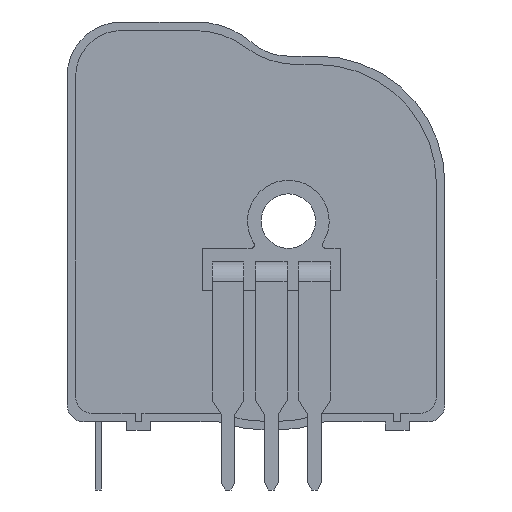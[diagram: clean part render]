
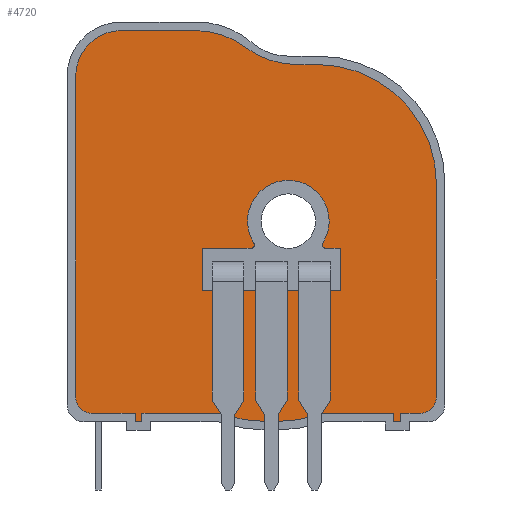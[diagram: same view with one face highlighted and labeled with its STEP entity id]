
A CAD part, left-side view. The second image highlights one B-rep face of the part: STEP entity #4720.
In plain terms, the highlighted planar face has unit normal (-1, 0, 0).
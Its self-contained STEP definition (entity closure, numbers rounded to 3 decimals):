
#4387 = VERTEX_POINT('',#4388);
#4388 = CARTESIAN_POINT('',(-10.55,-11.24,1.));
#4394 = EDGE_CURVE('',#4395,#4387,#4397,.T.);
#4395 = VERTEX_POINT('',#4396);
#4396 = CARTESIAN_POINT('',(-10.55,-10.74,1.));
#4397 = LINE('',#4398,#4399);
#4398 = CARTESIAN_POINT('',(-10.55,-11.49,1.));
#4399 = VECTOR('',#4400,1.);
#4400 = DIRECTION('',(0.,-1.,0.));
#4416 = EDGE_CURVE('',#4417,#4419,#4421,.T.);
#4417 = VERTEX_POINT('',#4418);
#4418 = CARTESIAN_POINT('',(-10.55,-12.24,14.5));
#4419 = VERTEX_POINT('',#4420);
#4420 = CARTESIAN_POINT('',(-10.55,-12.24,2.));
#4421 = LINE('',#4422,#4423);
#4422 = CARTESIAN_POINT('',(-10.55,-12.24,7.75));
#4423 = VECTOR('',#4424,1.);
#4424 = DIRECTION('',(0.,0.,-1.));
#4465 = EDGE_CURVE('',#4395,#4466,#4468,.T.);
#4466 = VERTEX_POINT('',#4467);
#4467 = CARTESIAN_POINT('',(-10.55,-10.74,0.5));
#4468 = LINE('',#4469,#4470);
#4469 = CARTESIAN_POINT('',(-10.55,-10.74,0.75));
#4470 = VECTOR('',#4471,1.);
#4471 = DIRECTION('',(0.,0.,-1.));
#4487 = EDGE_CURVE('',#4488,#4490,#4492,.T.);
#4488 = VERTEX_POINT('',#4489);
#4489 = CARTESIAN_POINT('',(-10.55,6.26,23.5));
#4490 = VERTEX_POINT('',#4491);
#4491 = CARTESIAN_POINT('',(-10.55,1.96,23.5));
#4492 = LINE('',#4493,#4494);
#4493 = CARTESIAN_POINT('',(-10.55,3.11,23.5));
#4494 = VECTOR('',#4495,1.);
#4495 = DIRECTION('',(0.,-1.,0.));
#4537 = VERTEX_POINT('',#4538);
#4538 = CARTESIAN_POINT('',(-10.55,8.96,20.8));
#4544 = EDGE_CURVE('',#4488,#4537,#4545,.T.);
#4545 = CIRCLE('',#4546,2.7);
#4546 = AXIS2_PLACEMENT_3D('',#4547,#4548,#4549);
#4547 = CARTESIAN_POINT('',(-10.55,6.26,20.8));
#4548 = DIRECTION('',(-1.,0.,0.));
#4549 = DIRECTION('',(0.,0.,-1.));
#4561 = VERTEX_POINT('',#4562);
#4562 = CARTESIAN_POINT('',(-10.55,-4.04,21.5));
#4570 = EDGE_CURVE('',#4571,#4561,#4573,.T.);
#4571 = VERTEX_POINT('',#4572);
#4572 = CARTESIAN_POINT('',(-10.55,-1.04,22.5));
#4573 = CIRCLE('',#4574,5.);
#4574 = AXIS2_PLACEMENT_3D('',#4575,#4576,#4577);
#4575 = CARTESIAN_POINT('',(-10.55,-4.04,26.5));
#4576 = DIRECTION('',(-1.,0.,0.));
#4577 = DIRECTION('',(0.,0.,-1.));
#4602 = EDGE_CURVE('',#4571,#4490,#4603,.T.);
#4603 = CIRCLE('',#4604,5.);
#4604 = AXIS2_PLACEMENT_3D('',#4605,#4606,#4607);
#4605 = CARTESIAN_POINT('',(-10.55,1.96,18.5));
#4606 = DIRECTION('',(-1.,0.,0.));
#4607 = DIRECTION('',(0.,0.,-1.));
#4626 = EDGE_CURVE('',#4627,#4629,#4631,.T.);
#4627 = VERTEX_POINT('',#4628);
#4628 = CARTESIAN_POINT('',(-10.55,8.96,2.));
#4629 = VERTEX_POINT('',#4630);
#4630 = CARTESIAN_POINT('',(-10.55,7.96,1.));
#4631 = CIRCLE('',#4632,1.);
#4632 = AXIS2_PLACEMENT_3D('',#4633,#4634,#4635);
#4633 = CARTESIAN_POINT('',(-10.55,7.96,2.));
#4634 = DIRECTION('',(-1.,0.,0.));
#4635 = DIRECTION('',(0.,0.,-1.));
#4668 = EDGE_CURVE('',#4387,#4419,#4669,.T.);
#4669 = CIRCLE('',#4670,1.);
#4670 = AXIS2_PLACEMENT_3D('',#4671,#4672,#4673);
#4671 = CARTESIAN_POINT('',(-10.55,-11.24,2.));
#4672 = DIRECTION('',(-1.,0.,0.));
#4673 = DIRECTION('',(0.,0.,-1.));
#4702 = VERTEX_POINT('',#4703);
#4703 = CARTESIAN_POINT('',(-10.55,-3.54,10.6));
#4708 = EDGE_CURVE('',#4702,#4702,#4709,.T.);
#4709 = CIRCLE('',#4710,1.7);
#4710 = AXIS2_PLACEMENT_3D('',#4711,#4712,#4713);
#4711 = CARTESIAN_POINT('',(-10.55,-3.54,12.3));
#4712 = DIRECTION('',(-1.,0.,0.));
#4713 = DIRECTION('',(0.,0.,-1.));
#4720 = ADVANCED_FACE('',(#4721,#4724),#4827,.T.);
#4721 = FACE_BOUND('',#4722,.T.);
#4722 = EDGE_LOOP('',(#4723));
#4723 = ORIENTED_EDGE('',*,*,#4708,.F.);
#4724 = FACE_BOUND('',#4725,.T.);
#4725 = EDGE_LOOP('',(#4726,#4732,#4733,#4741,#4749,#4757,#4765,#4773,
    #4782,#4790,#4798,#4804,#4805,#4806,#4807,#4808,#4817,#4823,#4824,
    #4825,#4826));
#4726 = ORIENTED_EDGE('',*,*,#4727,.T.);
#4727 = EDGE_CURVE('',#4537,#4627,#4728,.T.);
#4728 = LINE('',#4729,#4730);
#4729 = CARTESIAN_POINT('',(-10.55,8.96,10.9));
#4730 = VECTOR('',#4731,1.);
#4731 = DIRECTION('',(0.,0.,-1.));
#4732 = ORIENTED_EDGE('',*,*,#4626,.T.);
#4733 = ORIENTED_EDGE('',*,*,#4734,.T.);
#4734 = EDGE_CURVE('',#4629,#4735,#4737,.T.);
#4735 = VERTEX_POINT('',#4736);
#4736 = CARTESIAN_POINT('',(-10.55,5.46,1.));
#4737 = LINE('',#4738,#4739);
#4738 = CARTESIAN_POINT('',(-10.55,7.21,1.));
#4739 = VECTOR('',#4740,1.);
#4740 = DIRECTION('',(0.,-1.,0.));
#4741 = ORIENTED_EDGE('',*,*,#4742,.T.);
#4742 = EDGE_CURVE('',#4735,#4743,#4745,.T.);
#4743 = VERTEX_POINT('',#4744);
#4744 = CARTESIAN_POINT('',(-10.55,5.46,0.5));
#4745 = LINE('',#4746,#4747);
#4746 = CARTESIAN_POINT('',(-10.55,5.46,0.75));
#4747 = VECTOR('',#4748,1.);
#4748 = DIRECTION('',(0.,0.,-1.));
#4749 = ORIENTED_EDGE('',*,*,#4750,.T.);
#4750 = EDGE_CURVE('',#4743,#4751,#4753,.T.);
#4751 = VERTEX_POINT('',#4752);
#4752 = CARTESIAN_POINT('',(-10.55,4.46,0.5));
#4753 = LINE('',#4754,#4755);
#4754 = CARTESIAN_POINT('',(-10.55,4.96,0.5));
#4755 = VECTOR('',#4756,1.);
#4756 = DIRECTION('',(0.,-1.,0.));
#4757 = ORIENTED_EDGE('',*,*,#4758,.T.);
#4758 = EDGE_CURVE('',#4751,#4759,#4761,.T.);
#4759 = VERTEX_POINT('',#4760);
#4760 = CARTESIAN_POINT('',(-10.55,4.46,1.));
#4761 = LINE('',#4762,#4763);
#4762 = CARTESIAN_POINT('',(-10.55,4.46,0.75));
#4763 = VECTOR('',#4764,1.);
#4764 = DIRECTION('',(0.,0.,1.));
#4765 = ORIENTED_EDGE('',*,*,#4766,.T.);
#4766 = EDGE_CURVE('',#4759,#4767,#4769,.T.);
#4767 = VERTEX_POINT('',#4768);
#4768 = CARTESIAN_POINT('',(-10.55,0.501,1.));
#4769 = LINE('',#4770,#4771);
#4770 = CARTESIAN_POINT('',(-10.55,2.481,1.));
#4771 = VECTOR('',#4772,1.);
#4772 = DIRECTION('',(0.,-1.,0.));
#4773 = ORIENTED_EDGE('',*,*,#4774,.T.);
#4774 = EDGE_CURVE('',#4767,#4775,#4777,.T.);
#4775 = VERTEX_POINT('',#4776);
#4776 = CARTESIAN_POINT('',(-10.55,-5.581,1.));
#4777 = CIRCLE('',#4778,9.5);
#4778 = AXIS2_PLACEMENT_3D('',#4779,#4780,#4781);
#4779 = CARTESIAN_POINT('',(-10.55,-2.54,10.));
#4780 = DIRECTION('',(-1.,0.,0.));
#4781 = DIRECTION('',(0.,0.,-1.));
#4782 = ORIENTED_EDGE('',*,*,#4783,.F.);
#4783 = EDGE_CURVE('',#4784,#4775,#4786,.T.);
#4784 = VERTEX_POINT('',#4785);
#4785 = CARTESIAN_POINT('',(-10.55,-9.74,1.));
#4786 = LINE('',#4787,#4788);
#4787 = CARTESIAN_POINT('',(-10.55,-7.661,1.));
#4788 = VECTOR('',#4789,1.);
#4789 = DIRECTION('',(0.,1.,0.));
#4790 = ORIENTED_EDGE('',*,*,#4791,.F.);
#4791 = EDGE_CURVE('',#4792,#4784,#4794,.T.);
#4792 = VERTEX_POINT('',#4793);
#4793 = CARTESIAN_POINT('',(-10.55,-9.74,0.5));
#4794 = LINE('',#4795,#4796);
#4795 = CARTESIAN_POINT('',(-10.55,-9.74,0.75));
#4796 = VECTOR('',#4797,1.);
#4797 = DIRECTION('',(0.,0.,1.));
#4798 = ORIENTED_EDGE('',*,*,#4799,.T.);
#4799 = EDGE_CURVE('',#4792,#4466,#4800,.T.);
#4800 = LINE('',#4801,#4802);
#4801 = CARTESIAN_POINT('',(-10.55,-10.24,0.5));
#4802 = VECTOR('',#4803,1.);
#4803 = DIRECTION('',(0.,-1.,0.));
#4804 = ORIENTED_EDGE('',*,*,#4465,.F.);
#4805 = ORIENTED_EDGE('',*,*,#4394,.T.);
#4806 = ORIENTED_EDGE('',*,*,#4668,.T.);
#4807 = ORIENTED_EDGE('',*,*,#4416,.F.);
#4808 = ORIENTED_EDGE('',*,*,#4809,.T.);
#4809 = EDGE_CURVE('',#4417,#4810,#4812,.T.);
#4810 = VERTEX_POINT('',#4811);
#4811 = CARTESIAN_POINT('',(-10.55,-5.24,21.5));
#4812 = CIRCLE('',#4813,7.);
#4813 = AXIS2_PLACEMENT_3D('',#4814,#4815,#4816);
#4814 = CARTESIAN_POINT('',(-10.55,-5.24,14.5));
#4815 = DIRECTION('',(-1.,0.,0.));
#4816 = DIRECTION('',(0.,0.,-1.));
#4817 = ORIENTED_EDGE('',*,*,#4818,.F.);
#4818 = EDGE_CURVE('',#4561,#4810,#4819,.T.);
#4819 = LINE('',#4820,#4821);
#4820 = CARTESIAN_POINT('',(-10.55,-2.64,21.5));
#4821 = VECTOR('',#4822,1.);
#4822 = DIRECTION('',(0.,-1.,0.));
#4823 = ORIENTED_EDGE('',*,*,#4570,.F.);
#4824 = ORIENTED_EDGE('',*,*,#4602,.T.);
#4825 = ORIENTED_EDGE('',*,*,#4487,.F.);
#4826 = ORIENTED_EDGE('',*,*,#4544,.T.);
#4827 = PLANE('',#4828);
#4828 = AXIS2_PLACEMENT_3D('',#4829,#4830,#4831);
#4829 = CARTESIAN_POINT('',(-10.55,-1.64,12.));
#4830 = DIRECTION('',(-1.,0.,0.));
#4831 = DIRECTION('',(0.,-1.,0.));
